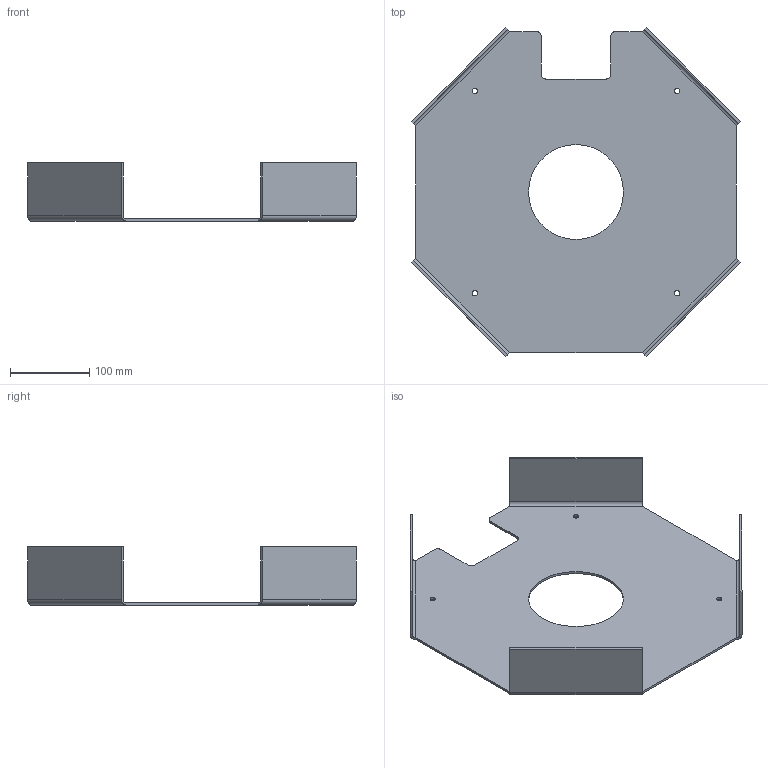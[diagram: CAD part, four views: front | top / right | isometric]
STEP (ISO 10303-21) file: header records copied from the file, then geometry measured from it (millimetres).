
FILE_DESCRIPTION(('FreeCAD Model'),'2;1');
FILE_NAME('Open CASCADE Shape Model','2024-01-20T19:25:43',('FreeCAD'),( 'FreeCAD'),'Open CASCADE STEP processor 7.6','FreeCAD','Unknown');
FILE_SCHEMA(('AUTOMOTIVE_DESIGN { 1 0 10303 214 1 1 1 1 }'));
Length unit declared in the file: millimetre
Products named in the file (1): Open CASCADE STEP translator 7.6 9
Bounding box: 415.9 x 415.9 x 74 mm (x, y, z)
Volume: 512076.8 mm3; surface area: 348959.9 mm2
Topology: 1 solids, 1 shells, 55 faces, 127 edges, 74 vertices
Faces by surface type: plane 38, cylinder 17
Full cylindrical faces by diameter (mm): 7 x4, 120 x1
Entity records: 1549 total; most frequent: DIRECTION 273, CARTESIAN_POINT 257, ORIENTED_EDGE 254, EDGE_CURVE 127, LINE 93, VECTOR 93, AXIS2_PLACEMENT_3D 90, VERTEX_POINT 74
